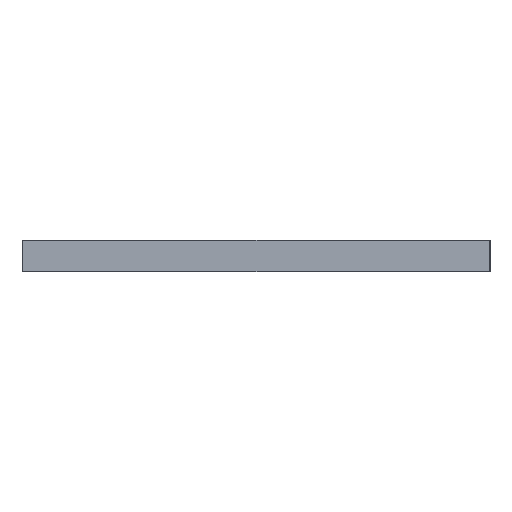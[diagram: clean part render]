
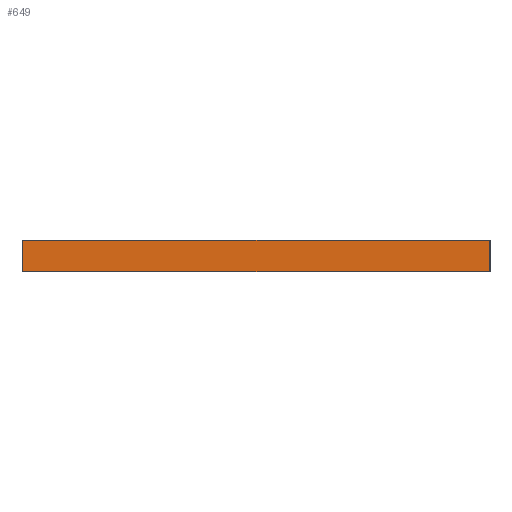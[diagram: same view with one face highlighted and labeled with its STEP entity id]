
A CAD part, front view. The second image highlights one B-rep face of the part: STEP entity #649.
In plain terms, the highlighted planar face has unit normal (0, -1, 0).
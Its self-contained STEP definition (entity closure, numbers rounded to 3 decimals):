
#3 = CARTESIAN_POINT ( 'NONE',  ( 59.9, 0., -4. ) ) ;
#37 = CARTESIAN_POINT ( 'NONE',  ( 0., 0., 0. ) ) ;
#120 = DIRECTION ( 'NONE',  ( 0., 0., -1. ) ) ;
#122 = VECTOR ( 'NONE', #441, 1000. ) ;
#149 = LINE ( 'NONE', #37, #644 ) ;
#270 = VERTEX_POINT ( 'NONE', #585 ) ;
#275 = VERTEX_POINT ( 'NONE', #522 ) ;
#299 = LINE ( 'NONE', #375, #122 ) ;
#300 = LINE ( 'NONE', #511, #623 ) ;
#302 = ORIENTED_EDGE ( 'NONE', *, *, #353, .F. ) ;
#325 = VERTEX_POINT ( 'NONE', #3 ) ;
#353 = EDGE_CURVE ( 'NONE', #270, #408, #149, .T. ) ;
#364 = EDGE_CURVE ( 'NONE', #270, #275, #299, .T. ) ;
#372 = LINE ( 'NONE', #451, #693 ) ;
#375 = CARTESIAN_POINT ( 'NONE',  ( 0.1, 0., -4. ) ) ;
#388 = EDGE_CURVE ( 'NONE', #275, #325, #300, .T. ) ;
#406 = ORIENTED_EDGE ( 'NONE', *, *, #411, .T. ) ;
#408 = VERTEX_POINT ( 'NONE', #516 ) ;
#410 = FACE_OUTER_BOUND ( 'NONE', #724, .T. ) ;
#411 = EDGE_CURVE ( 'NONE', #325, #408, #372, .T. ) ;
#441 = DIRECTION ( 'NONE',  ( 0., 0., -1. ) ) ;
#451 = CARTESIAN_POINT ( 'NONE',  ( 59.9, 0., -4. ) ) ;
#455 = CARTESIAN_POINT ( 'NONE',  ( 0., 0., -4. ) ) ;
#493 = ORIENTED_EDGE ( 'NONE', *, *, #364, .T. ) ;
#511 = CARTESIAN_POINT ( 'NONE',  ( 0., 0., -4. ) ) ;
#516 = CARTESIAN_POINT ( 'NONE',  ( 59.9, 0., 0. ) ) ;
#522 = CARTESIAN_POINT ( 'NONE',  ( 0.1, 0., -4. ) ) ;
#524 = DIRECTION ( 'NONE',  ( 0., -1., 0. ) ) ;
#574 = DIRECTION ( 'NONE',  ( 1., 0., 0. ) ) ;
#581 = DIRECTION ( 'NONE',  ( 0., 0., 1. ) ) ;
#585 = CARTESIAN_POINT ( 'NONE',  ( 0.1, 0., 0. ) ) ;
#623 = VECTOR ( 'NONE', #574, 1000. ) ;
#644 = VECTOR ( 'NONE', #822, 1000. ) ;
#649 = ADVANCED_FACE ( 'NONE', ( #410 ), #836, .T. ) ;
#674 = AXIS2_PLACEMENT_3D ( 'NONE', #455, #524, #120 ) ;
#676 = ORIENTED_EDGE ( 'NONE', *, *, #388, .T. ) ;
#693 = VECTOR ( 'NONE', #581, 1000. ) ;
#724 = EDGE_LOOP ( 'NONE', ( #302, #493, #676, #406 ) ) ;
#822 = DIRECTION ( 'NONE',  ( 1., 0., 0. ) ) ;
#836 = PLANE ( 'NONE',  #674 ) ;
